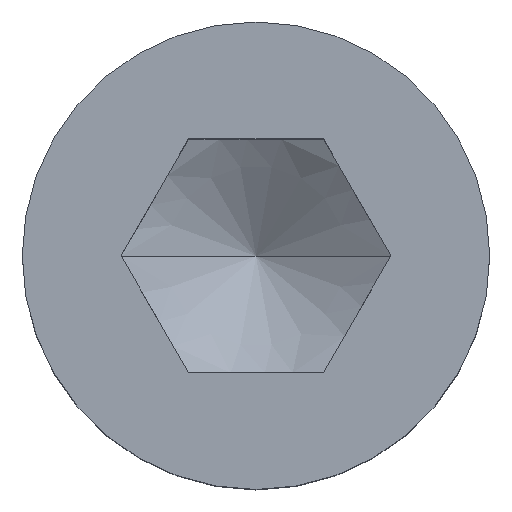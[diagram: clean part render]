
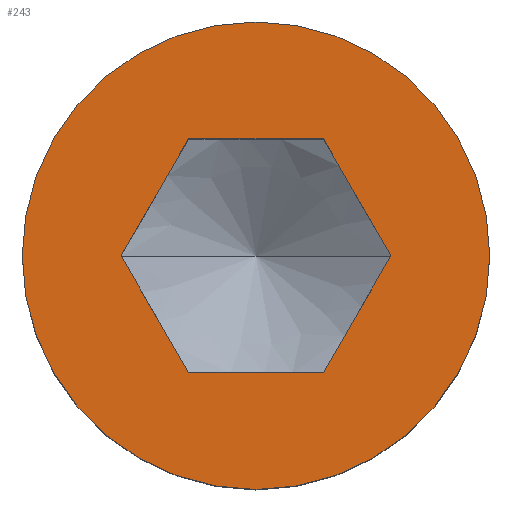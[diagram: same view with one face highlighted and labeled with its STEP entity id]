
A CAD part, top view. The second image highlights one B-rep face of the part: STEP entity #243.
In plain terms, the highlighted planar face has unit normal (0, 0, 1).
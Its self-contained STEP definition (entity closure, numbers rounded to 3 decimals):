
#129=VERTEX_POINT('',#340);
#137=VERTEX_POINT('',#350);
#151=VERTEX_POINT('',#365);
#169=VERTEX_POINT('',#386);
#171=EDGE_CURVE('',#295,#137,#388,.T.);
#187=EDGE_CURVE('',#305,#227,#406,.T.);
#217=EDGE_CURVE('',#169,#151,#440,.T.);
#223=EDGE_CURVE('',#227,#267,#447,.T.);
#227=VERTEX_POINT('',#451);
#235=EDGE_CURVE('',#137,#295,#461,.T.);
#243=ADVANCED_FACE('',(#469,#470),#471,.T.);
#257=EDGE_CURVE('',#267,#169,#485,.T.);
#267=VERTEX_POINT('',#496);
#295=VERTEX_POINT('',#529);
#297=EDGE_CURVE('',#129,#305,#531,.T.);
#305=VERTEX_POINT('',#539);
#315=EDGE_CURVE('',#151,#129,#550,.T.);
#340=CARTESIAN_POINT('',(-2.887,-5.0,12.0));
#350=CARTESIAN_POINT('',(-10.0,0.0,12.0));
#365=CARTESIAN_POINT('',(2.887,-5.0,12.0));
#386=CARTESIAN_POINT('',(5.774,0.0,12.0));
#388=CIRCLE('',#625,10.0);
#406=LINE('',#645,#646);
#440=LINE('',#695,#696);
#447=LINE('',#706,#707);
#451=CARTESIAN_POINT('',(-2.887,5.0,12.0));
#461=CIRCLE('',#724,10.0);
#469=FACE_OUTER_BOUND('',#743,.T.);
#470=FACE_BOUND('',#744,.T.);
#471=PLANE('',#745);
#485=LINE('',#774,#775);
#496=CARTESIAN_POINT('',(2.887,5.0,12.0));
#529=CARTESIAN_POINT('',(10.0,0.,12.0));
#531=LINE('',#842,#843);
#539=CARTESIAN_POINT('',(-5.774,0.0,12.0));
#550=LINE('',#874,#875);
#625=AXIS2_PLACEMENT_3D('',#958,#959,#960);
#645=CARTESIAN_POINT('',(-3.608,3.75,12.0));
#646=VECTOR('',#981,1.0);
#695=CARTESIAN_POINT('',(3.608,-3.75,12.0));
#696=VECTOR('',#1019,1.0);
#706=CARTESIAN_POINT('',(1.443,5.0,12.0));
#707=VECTOR('',#1029,1.0);
#724=AXIS2_PLACEMENT_3D('',#1047,#1048,#1049);
#743=EDGE_LOOP('',(#1054,#1055));
#744=EDGE_LOOP('',(#1056,#1057,#1058,#1059,#1060,#1061));
#745=AXIS2_PLACEMENT_3D('',#1062,#1063,#1064);
#774=CARTESIAN_POINT('',(5.052,1.25,12.0));
#775=VECTOR('',#1072,1.0);
#842=CARTESIAN_POINT('',(-5.052,-1.25,12.0));
#843=VECTOR('',#1131,1.0);
#874=CARTESIAN_POINT('',(-1.443,-5.0,12.0));
#875=VECTOR('',#1148,1.0);
#958=CARTESIAN_POINT('',(0.0,0.0,12.0));
#959=DIRECTION('',(0.0,0.0,1.0));
#960=DIRECTION('',(1.0,0.0,0.0));
#981=DIRECTION('',(0.5,0.866,0.0));
#1019=DIRECTION('',(-0.5,-0.866,0.0));
#1029=DIRECTION('',(1.0,0.0,0.0));
#1047=CARTESIAN_POINT('',(0.0,0.0,12.0));
#1048=DIRECTION('',(0.0,0.0,1.0));
#1049=DIRECTION('',(1.0,0.0,0.0));
#1054=ORIENTED_EDGE('',*,*,#235,.T.);
#1055=ORIENTED_EDGE('',*,*,#171,.T.);
#1056=ORIENTED_EDGE('',*,*,#297,.T.);
#1057=ORIENTED_EDGE('',*,*,#187,.T.);
#1058=ORIENTED_EDGE('',*,*,#223,.T.);
#1059=ORIENTED_EDGE('',*,*,#257,.T.);
#1060=ORIENTED_EDGE('',*,*,#217,.T.);
#1061=ORIENTED_EDGE('',*,*,#315,.T.);
#1062=CARTESIAN_POINT('',(-7.388,0.,12.0));
#1063=DIRECTION('',(0.0,0.0,1.0));
#1064=DIRECTION('',(-1.0,0.,0.0));
#1072=DIRECTION('',(0.5,-0.866,0.0));
#1131=DIRECTION('',(-0.5,0.866,0.0));
#1148=DIRECTION('',(-1.0,0.0,0.0));
